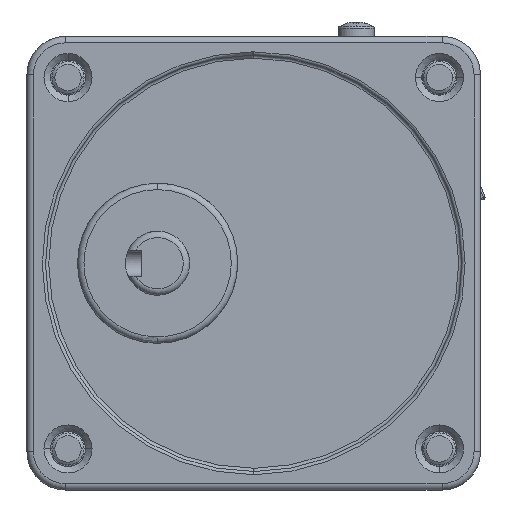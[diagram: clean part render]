
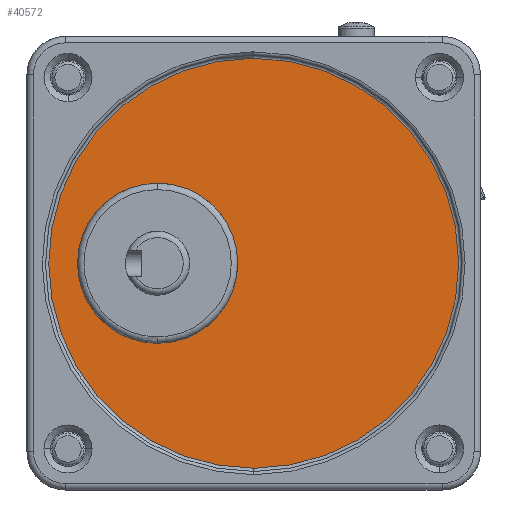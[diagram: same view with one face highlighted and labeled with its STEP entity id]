
A CAD part, front view. The second image highlights one B-rep face of the part: STEP entity #40572.
In plain terms, the highlighted face is planar.
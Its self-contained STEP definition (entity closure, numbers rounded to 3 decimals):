
#39775=CARTESIAN_POINT('',(0.,0.,31.));
#39776=DIRECTION('',(0.,0.,-1.));
#39777=DIRECTION('',(1.,0.,0.));
#39778=AXIS2_PLACEMENT_3D('',#39775,#39776,#39777);
#39780=CARTESIAN_POINT('',(0.,0.,31.));
#39781=DIRECTION('',(0.,0.,-1.));
#39782=DIRECTION('',(-1.,-0.008,0.));
#39783=AXIS2_PLACEMENT_3D('',#39780,#39781,#39782);
#39785=CARTESIAN_POINT('',(0.,0.,31.));
#39786=DIRECTION('',(0.,0.,-1.));
#39787=DIRECTION('',(-1.,0.,0.));
#39788=AXIS2_PLACEMENT_3D('',#39785,#39786,#39787);
#39790=CARTESIAN_POINT('',(0.,0.,31.));
#39791=DIRECTION('',(0.,0.,-1.));
#39792=DIRECTION('',(1.,0.008,0.));
#39793=AXIS2_PLACEMENT_3D('',#39790,#39791,#39792);
#39851=CARTESIAN_POINT('',(-32.,0.,31.));
#39852=VERTEX_POINT('',#39851);
#39855=CARTESIAN_POINT('',(32.,0.,31.));
#39856=VERTEX_POINT('',#39855);
#39857=CARTESIAN_POINT('',(-31.999,-0.253,31.));
#39858=VERTEX_POINT('',#39857);
#39859=CARTESIAN_POINT('',(31.999,0.253,31.));
#39860=VERTEX_POINT('',#39859);
#40561=CARTESIAN_POINT('',(0.,0.,31.));
#40562=DIRECTION('',(0.,0.,1.));
#40563=DIRECTION('',(1.,0.,0.));
#40564=AXIS2_PLACEMENT_3D('',#40561,#40562,#40563);
#40565=PLANE('',#40564);
#40566=ORIENTED_EDGE('',*,*,#40555,.T.);
#40567=ORIENTED_EDGE('',*,*,#40553,.T.);
#40568=ORIENTED_EDGE('',*,*,#40538,.T.);
#40569=ORIENTED_EDGE('',*,*,#40536,.T.);
#40570=EDGE_LOOP('',(#40566,#40567,#40568,#40569));
#40571=FACE_OUTER_BOUND('',#40570,.F.);
#40572=ADVANCED_FACE('',(#40571),#40565,.T.);
#39779=CIRCLE('',#39778,32.);
#39784=CIRCLE('',#39783,32.);
#39789=CIRCLE('',#39788,32.);
#39794=CIRCLE('',#39793,32.);
#40536=EDGE_CURVE('',#39860,#39856,#39794,.T.);
#40538=EDGE_CURVE('',#39852,#39860,#39789,.T.);
#40553=EDGE_CURVE('',#39858,#39852,#39784,.T.);
#40555=EDGE_CURVE('',#39856,#39858,#39779,.T.);
